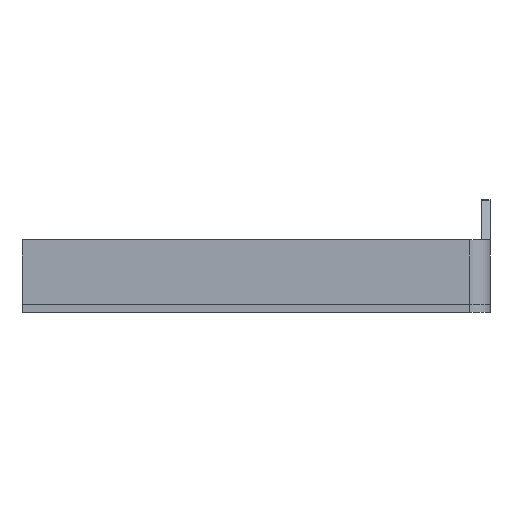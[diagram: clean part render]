
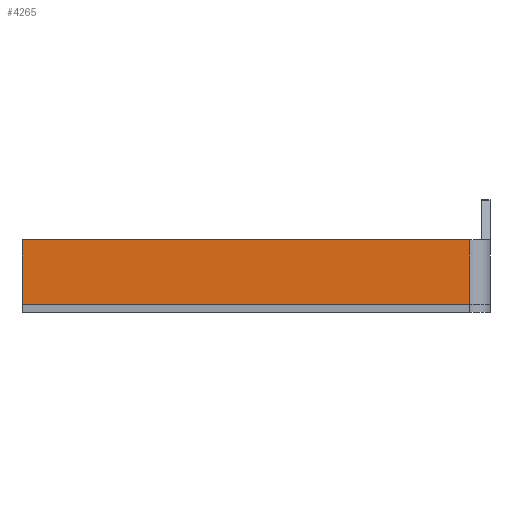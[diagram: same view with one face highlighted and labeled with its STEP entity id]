
A CAD part, left-side view. The second image highlights one B-rep face of the part: STEP entity #4265.
In plain terms, the highlighted planar face has unit normal (-1, 0, 0).
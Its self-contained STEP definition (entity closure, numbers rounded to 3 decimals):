
#416 = PLANE('',#417);
#417 = AXIS2_PLACEMENT_3D('',#418,#419,#420);
#418 = CARTESIAN_POINT('',(18.,29.362,9.));
#419 = DIRECTION('',(0.,0.,1.));
#420 = DIRECTION('',(1.,0.,0.));
#1800 = VERTEX_POINT('',#1801);
#1801 = CARTESIAN_POINT('',(0.,58.,9.));
#1815 = PLANE('',#1816);
#1816 = AXIS2_PLACEMENT_3D('',#1817,#1818,#1819);
#1817 = CARTESIAN_POINT('',(36.,58.,1.));
#1818 = DIRECTION('',(0.,-1.,0.));
#1819 = DIRECTION('',(-1.,0.,0.));
#1827 = EDGE_CURVE('',#1800,#1828,#1830,.T.);
#1828 = VERTEX_POINT('',#1829);
#1829 = CARTESIAN_POINT('',(0.,2.54,9.));
#1830 = SURFACE_CURVE('',#1831,(#1835,#1842),.PCURVE_S1.);
#1831 = LINE('',#1832,#1833);
#1832 = CARTESIAN_POINT('',(0.,58.,9.));
#1833 = VECTOR('',#1834,1.);
#1834 = DIRECTION('',(0.,-1.,0.));
#1835 = PCURVE('',#416,#1836);
#1836 = DEFINITIONAL_REPRESENTATION('',(#1837),#1841);
#1837 = LINE('',#1838,#1839);
#1838 = CARTESIAN_POINT('',(-18.,28.638));
#1839 = VECTOR('',#1840,1.);
#1840 = DIRECTION('',(0.,-1.));
#1841 = ( GEOMETRIC_REPRESENTATION_CONTEXT(2) 
PARAMETRIC_REPRESENTATION_CONTEXT() REPRESENTATION_CONTEXT('2D SPACE',''
  ) );
#1842 = PCURVE('',#1843,#1848);
#1843 = PLANE('',#1844);
#1844 = AXIS2_PLACEMENT_3D('',#1845,#1846,#1847);
#1845 = CARTESIAN_POINT('',(0.,58.,1.));
#1846 = DIRECTION('',(1.,0.,0.));
#1847 = DIRECTION('',(0.,-1.,0.));
#1848 = DEFINITIONAL_REPRESENTATION('',(#1849),#1853);
#1849 = LINE('',#1850,#1851);
#1850 = CARTESIAN_POINT('',(0.,-8.));
#1851 = VECTOR('',#1852,1.);
#1852 = DIRECTION('',(1.,0.));
#1853 = ( GEOMETRIC_REPRESENTATION_CONTEXT(2) 
PARAMETRIC_REPRESENTATION_CONTEXT() REPRESENTATION_CONTEXT('2D SPACE',''
  ) );
#1872 = CYLINDRICAL_SURFACE('',#1873,2.54);
#1873 = AXIS2_PLACEMENT_3D('',#1874,#1875,#1876);
#1874 = CARTESIAN_POINT('',(2.54,2.54,1.));
#1875 = DIRECTION('',(-0.,-0.,-1.));
#1876 = DIRECTION('',(1.,0.,0.));
#4217 = EDGE_CURVE('',#4218,#1800,#4220,.T.);
#4218 = VERTEX_POINT('',#4219);
#4219 = CARTESIAN_POINT('',(0.,58.,1.));
#4220 = SURFACE_CURVE('',#4221,(#4225,#4232),.PCURVE_S1.);
#4221 = LINE('',#4222,#4223);
#4222 = CARTESIAN_POINT('',(0.,58.,1.));
#4223 = VECTOR('',#4224,1.);
#4224 = DIRECTION('',(0.,0.,1.));
#4225 = PCURVE('',#1815,#4226);
#4226 = DEFINITIONAL_REPRESENTATION('',(#4227),#4231);
#4227 = LINE('',#4228,#4229);
#4228 = CARTESIAN_POINT('',(36.,0.));
#4229 = VECTOR('',#4230,1.);
#4230 = DIRECTION('',(0.,-1.));
#4231 = ( GEOMETRIC_REPRESENTATION_CONTEXT(2) 
PARAMETRIC_REPRESENTATION_CONTEXT() REPRESENTATION_CONTEXT('2D SPACE',''
  ) );
#4232 = PCURVE('',#1843,#4233);
#4233 = DEFINITIONAL_REPRESENTATION('',(#4234),#4238);
#4234 = LINE('',#4235,#4236);
#4235 = CARTESIAN_POINT('',(0.,0.));
#4236 = VECTOR('',#4237,1.);
#4237 = DIRECTION('',(0.,-1.));
#4238 = ( GEOMETRIC_REPRESENTATION_CONTEXT(2) 
PARAMETRIC_REPRESENTATION_CONTEXT() REPRESENTATION_CONTEXT('2D SPACE',''
  ) );
#4265 = ADVANCED_FACE('',(#4266),#1843,.F.);
#4266 = FACE_BOUND('',#4267,.F.);
#4267 = EDGE_LOOP('',(#4268,#4269,#4270,#4293));
#4268 = ORIENTED_EDGE('',*,*,#4217,.T.);
#4269 = ORIENTED_EDGE('',*,*,#1827,.T.);
#4270 = ORIENTED_EDGE('',*,*,#4271,.F.);
#4271 = EDGE_CURVE('',#4272,#1828,#4274,.T.);
#4272 = VERTEX_POINT('',#4273);
#4273 = CARTESIAN_POINT('',(0.,2.54,1.));
#4274 = SURFACE_CURVE('',#4275,(#4279,#4286),.PCURVE_S1.);
#4275 = LINE('',#4276,#4277);
#4276 = CARTESIAN_POINT('',(0.,2.54,1.));
#4277 = VECTOR('',#4278,1.);
#4278 = DIRECTION('',(0.,0.,1.));
#4279 = PCURVE('',#1843,#4280);
#4280 = DEFINITIONAL_REPRESENTATION('',(#4281),#4285);
#4281 = LINE('',#4282,#4283);
#4282 = CARTESIAN_POINT('',(55.46,0.));
#4283 = VECTOR('',#4284,1.);
#4284 = DIRECTION('',(0.,-1.));
#4285 = ( GEOMETRIC_REPRESENTATION_CONTEXT(2) 
PARAMETRIC_REPRESENTATION_CONTEXT() REPRESENTATION_CONTEXT('2D SPACE',''
  ) );
#4286 = PCURVE('',#1872,#4287);
#4287 = DEFINITIONAL_REPRESENTATION('',(#4288),#4292);
#4288 = LINE('',#4289,#4290);
#4289 = CARTESIAN_POINT('',(-3.142,0.));
#4290 = VECTOR('',#4291,1.);
#4291 = DIRECTION('',(-0.,-1.));
#4292 = ( GEOMETRIC_REPRESENTATION_CONTEXT(2) 
PARAMETRIC_REPRESENTATION_CONTEXT() REPRESENTATION_CONTEXT('2D SPACE',''
  ) );
#4293 = ORIENTED_EDGE('',*,*,#4294,.F.);
#4294 = EDGE_CURVE('',#4218,#4272,#4295,.T.);
#4295 = SURFACE_CURVE('',#4296,(#4300,#4307),.PCURVE_S1.);
#4296 = LINE('',#4297,#4298);
#4297 = CARTESIAN_POINT('',(0.,58.,1.));
#4298 = VECTOR('',#4299,1.);
#4299 = DIRECTION('',(0.,-1.,0.));
#4300 = PCURVE('',#1843,#4301);
#4301 = DEFINITIONAL_REPRESENTATION('',(#4302),#4306);
#4302 = LINE('',#4303,#4304);
#4303 = CARTESIAN_POINT('',(0.,0.));
#4304 = VECTOR('',#4305,1.);
#4305 = DIRECTION('',(1.,0.));
#4306 = ( GEOMETRIC_REPRESENTATION_CONTEXT(2) 
PARAMETRIC_REPRESENTATION_CONTEXT() REPRESENTATION_CONTEXT('2D SPACE',''
  ) );
#4307 = PCURVE('',#4308,#4313);
#4308 = PLANE('',#4309);
#4309 = AXIS2_PLACEMENT_3D('',#4310,#4311,#4312);
#4310 = CARTESIAN_POINT('',(0.,58.,0.));
#4311 = DIRECTION('',(1.,0.,0.));
#4312 = DIRECTION('',(0.,-1.,0.));
#4313 = DEFINITIONAL_REPRESENTATION('',(#4314),#4318);
#4314 = LINE('',#4315,#4316);
#4315 = CARTESIAN_POINT('',(0.,-1.));
#4316 = VECTOR('',#4317,1.);
#4317 = DIRECTION('',(1.,0.));
#4318 = ( GEOMETRIC_REPRESENTATION_CONTEXT(2) 
PARAMETRIC_REPRESENTATION_CONTEXT() REPRESENTATION_CONTEXT('2D SPACE',''
  ) );
